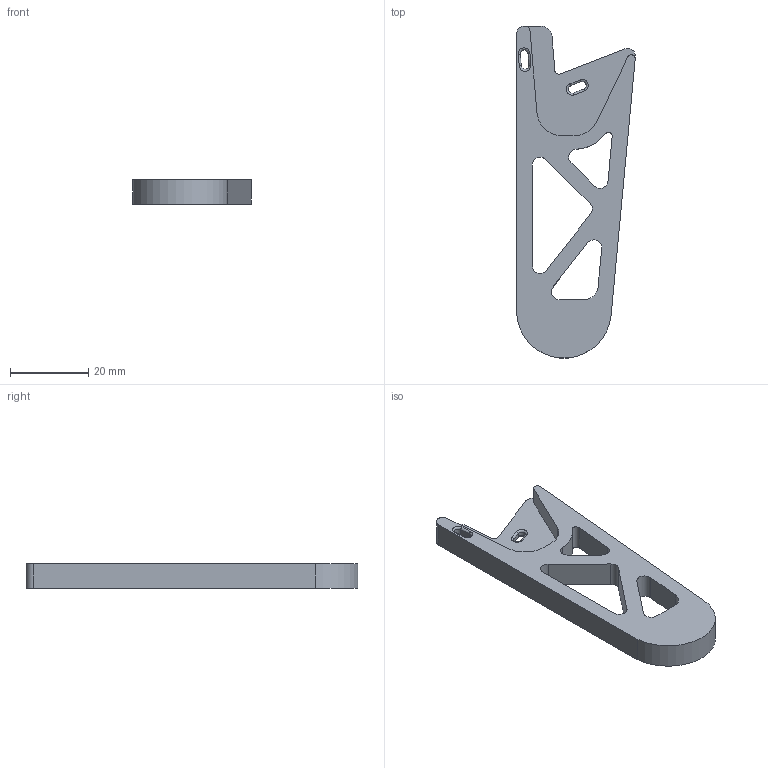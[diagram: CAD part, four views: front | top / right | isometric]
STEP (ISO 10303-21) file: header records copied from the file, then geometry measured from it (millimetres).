
FILE_DESCRIPTION(/* description */ (''),/* implementation_level */ '2;1');
FILE_NAME(/* name */ 'landing_leg.step',/* time_stamp */ '2019-02-21T22:44:22-08:00',/* author */ (''),/* organization */ (''),/* preprocessor_version */ 'ST-DEVELOPER v17.2',/* originating_system */ 'Autodesk Translation Framework v7.6.0.251',/* authorisation */ '');
FILE_SCHEMA (('AUTOMOTIVE_DESIGN { 1 0 10303 214 3 1 1 }'));
Length unit declared in the file: millimetre
Products named in the file (1): landing
Bounding box: 30.41 x 85.04 x 6.4 mm (x, y, z)
Volume: 8218.9 mm3; surface area: 5701.8 mm2
Topology: 1 solids, 1 shells, 63 faces, 167 edges, 106 vertices
Faces by surface type: cylinder 31, plane 24, torus 8
Entity records: 2016 total; most frequent: DIRECTION 365, CARTESIAN_POINT 337, ORIENTED_EDGE 334, EDGE_CURVE 167, AXIS2_PLACEMENT_3D 134, VERTEX_POINT 106, LINE 97, VECTOR 97
